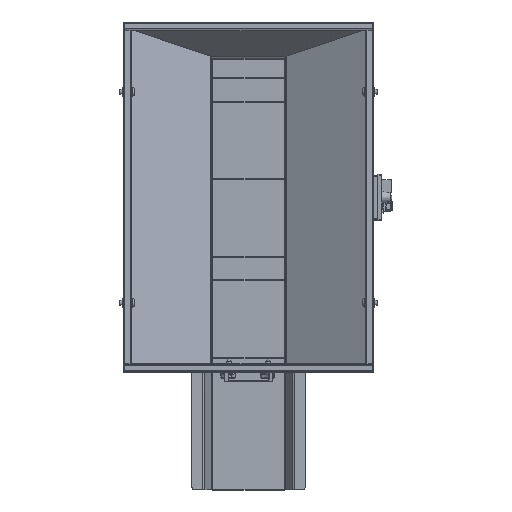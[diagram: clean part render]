
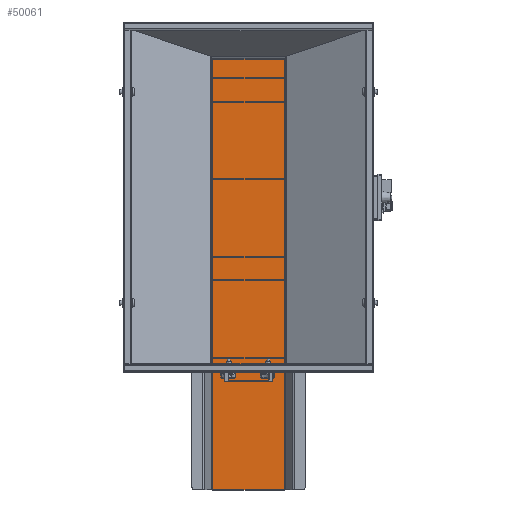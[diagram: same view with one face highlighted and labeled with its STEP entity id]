
A CAD part, top view. The second image highlights one B-rep face of the part: STEP entity #50061.
In plain terms, the highlighted planar face has unit normal (0, 0, 1).
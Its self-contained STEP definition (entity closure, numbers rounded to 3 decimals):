
#445=PLANE('',#53580);
#3934=FACE_OUTER_BOUND('',#6872,.T.);
#6872=EDGE_LOOP('',(#34060,#34061,#34062,#34063));
#10122=LINE('',#79337,#13616);
#10123=LINE('',#79339,#13617);
#10124=LINE('',#79341,#13618);
#10125=LINE('',#79342,#13619);
#13616=VECTOR('',#60921,10.);
#13617=VECTOR('',#60922,10.);
#13618=VECTOR('',#60923,10.);
#13619=VECTOR('',#60924,10.);
#20480=VERTEX_POINT('',#79335);
#20481=VERTEX_POINT('',#79336);
#20482=VERTEX_POINT('',#79338);
#20483=VERTEX_POINT('',#79340);
#25615=EDGE_CURVE('',#20480,#20481,#10122,.T.);
#25616=EDGE_CURVE('',#20481,#20482,#10123,.T.);
#25617=EDGE_CURVE('',#20483,#20482,#10124,.T.);
#25618=EDGE_CURVE('',#20483,#20480,#10125,.T.);
#34060=ORIENTED_EDGE('',*,*,#25615,.T.);
#34061=ORIENTED_EDGE('',*,*,#25616,.T.);
#34062=ORIENTED_EDGE('',*,*,#25617,.F.);
#34063=ORIENTED_EDGE('',*,*,#25618,.T.);
#50061=ADVANCED_FACE('',(#3934),#445,.T.);
#53580=AXIS2_PLACEMENT_3D('',#79334,#60919,#60920);
#60919=DIRECTION('center_axis',(0.,0.,
1.));
#60920=DIRECTION('ref_axis',(0.,-1.,0.));
#60921=DIRECTION('',(-1.,0.,0.));
#60922=DIRECTION('',(0.,-1.,0.));
#60923=DIRECTION('',(-1.,0.,0.));
#60924=DIRECTION('',(0.,1.,0.));
#79334=CARTESIAN_POINT('Origin',(0.,83.249,381.65));
#79335=CARTESIAN_POINT('',(71.931,514.18,381.65));
#79336=CARTESIAN_POINT('',(-71.931,514.18,381.65));
#79337=CARTESIAN_POINT('',(-35.965,514.18,381.65));
#79338=CARTESIAN_POINT('',(-71.931,-350.751,381.65));
#79339=CARTESIAN_POINT('',(-71.931,-133.751,381.65));
#79340=CARTESIAN_POINT('',(71.931,-350.751,381.65));
#79341=CARTESIAN_POINT('',(75.,-350.751,381.65));
#79342=CARTESIAN_POINT('',(71.931,298.715,381.65));
